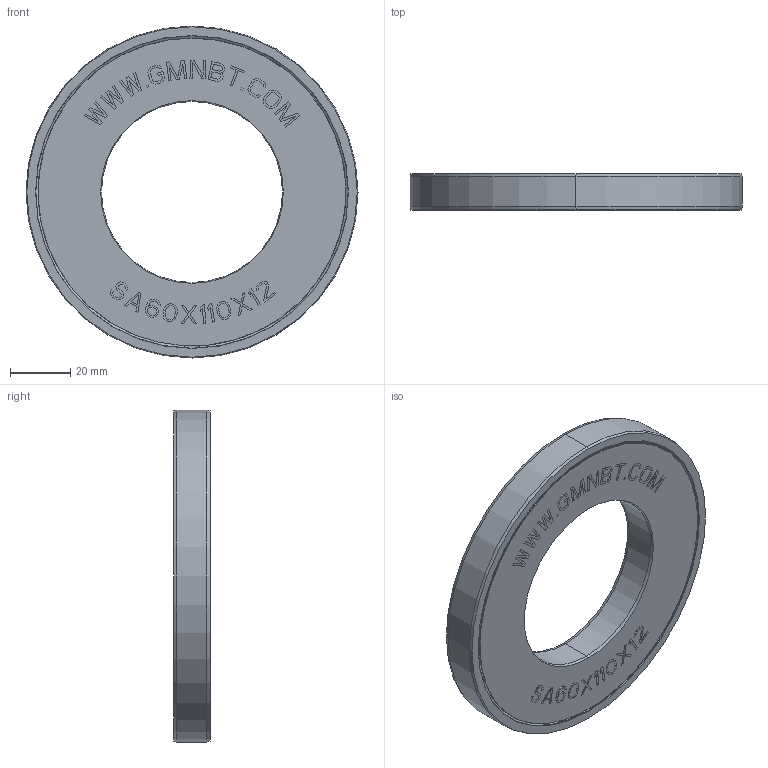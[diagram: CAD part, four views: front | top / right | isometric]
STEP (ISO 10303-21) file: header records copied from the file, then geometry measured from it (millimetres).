
FILE_DESCRIPTION((''),'2;1');
FILE_NAME('SA60X110X12_PRT','2014-11-17T',('sales 4'),(''),'PRO/ENGINEER BY PARAMETRIC TECHNOLOGY CORPORATION, 2013150','PRO/ENGINEER BY PARAMETRIC TECHNOLOGY CORPORATION, 2013150','');
FILE_SCHEMA(('AUTOMOTIVE_DESIGN { 1 0 10303 214 1 1 1 1 }'));
Length unit declared in the file: millimetre
Products named in the file (1): SA60X110X12_PRT
Bounding box: 110 x 12.07 x 110 mm (x, y, z)
Volume: 76970.1 mm3; surface area: 33816.1 mm2
Topology: 2 solids, 2 shells, 653 faces, 1802 edges, 1184 vertices
Faces by surface type: plane 580, cone 32, torus 28, cylinder 13
Entity records: 26725 total; most frequent: CARTESIAN_POINT 3974, ORIENTED_EDGE 3604, DIRECTION 3159, PRESENTATION_STYLE_ASSIGNMENT 1874, STYLED_ITEM 1850, CURVE_STYLE 1802, EDGE_CURVE 1802, VECTOR 1659
